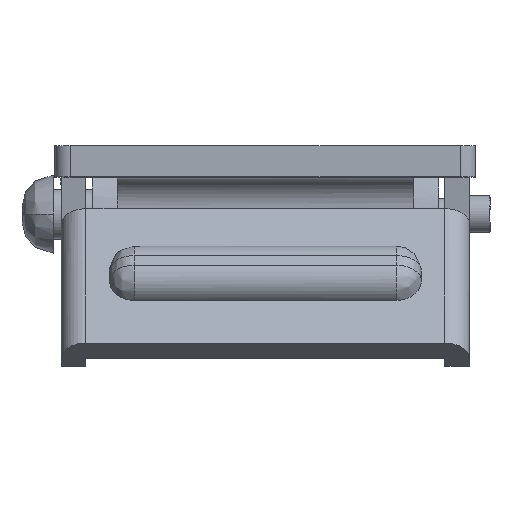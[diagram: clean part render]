
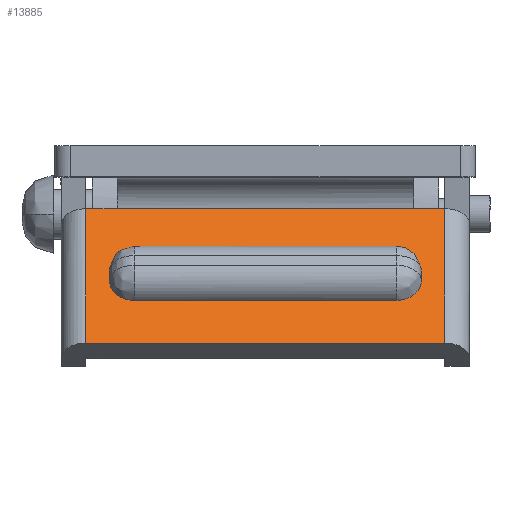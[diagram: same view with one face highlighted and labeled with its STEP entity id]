
A CAD part, top view. The second image highlights one B-rep face of the part: STEP entity #13885.
In plain terms, the highlighted free-form (B-spline) face has degree [1, 1] with [2, 2] control points.
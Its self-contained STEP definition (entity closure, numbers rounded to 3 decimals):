
#12771=CARTESIAN_POINT('',(-5.75,0.141,18.128));
#12772=VERTEX_POINT('',#12771);
#12793=CARTESIAN_POINT('',(-5.75,-4.173,21.54));
#12794=VERTEX_POINT('',#12793);
#12808=CARTESIAN_POINT('',(-5.75,0.141,18.128));
#12809=CARTESIAN_POINT('',(-5.75,-4.173,21.54));
#12810=QUASI_UNIFORM_CURVE('',1,(#12808,#12809),.UNSPECIFIED.,.F.,.U.);
#12811=EDGE_CURVE('',#12772,#12794,#12810,.T.);
#12830=CARTESIAN_POINT('',(5.75,0.141,18.128));
#12831=VERTEX_POINT('',#12830);
#12846=CARTESIAN_POINT('',(5.75,-4.173,21.54));
#12847=VERTEX_POINT('',#12846);
#12848=CARTESIAN_POINT('',(5.75,-4.173,21.54));
#12849=CARTESIAN_POINT('',(5.75,0.141,18.128));
#12850=QUASI_UNIFORM_CURVE('',1,(#12848,#12849),.UNSPECIFIED.,.F.,.U.);
#12851=EDGE_CURVE('',#12847,#12831,#12850,.T.);
#13290=CARTESIAN_POINT('',(4.2,-1.232,19.213));
#13291=VERTEX_POINT('',#13290);
#13305=CARTESIAN_POINT('',(5.0,-1.859,19.71));
#13306=VERTEX_POINT('',#13305);
#13320=CARTESIAN_POINT('',(4.2,-1.232,19.213));
#13321=CARTESIAN_POINT('',(4.292,-1.232,19.213));
#13322=CARTESIAN_POINT('',(4.436,-1.251,19.229));
#13323=CARTESIAN_POINT('',(4.62,-1.32,19.283));
#13324=CARTESIAN_POINT('',(4.782,-1.417,19.36));
#13325=CARTESIAN_POINT('',(4.905,-1.546,19.462));
#13326=CARTESIAN_POINT('',(4.983,-1.705,19.588));
#13327=CARTESIAN_POINT('',(5.,-1.803,19.665));
#13328=CARTESIAN_POINT('',(5.0,-1.859,19.71));
#13329=B_SPLINE_CURVE_WITH_KNOTS('',3,(#13320,#13321,#13322,#13323,#13324,#13325,#13326,#13327,#13328),.UNSPECIFIED.,.F.,.U.,(4,1,1,1,1,1,4),(0.,0.275,0.432,0.609,0.884,1.041,1.257),.UNSPECIFIED.);
#13330=EDGE_CURVE('',#13291,#13306,#13329,.T.);
#13359=CARTESIAN_POINT('',(5.0,-2.173,19.958));
#13360=VERTEX_POINT('',#13359);
#13374=CARTESIAN_POINT('',(4.2,-2.8,20.454));
#13375=VERTEX_POINT('',#13374);
#13389=CARTESIAN_POINT('',(5.0,-2.173,19.958));
#13390=CARTESIAN_POINT('',(5.,-2.224,19.998));
#13391=CARTESIAN_POINT('',(4.985,-2.317,20.072));
#13392=CARTESIAN_POINT('',(4.917,-2.467,20.191));
#13393=CARTESIAN_POINT('',(4.801,-2.6,20.296));
#13394=CARTESIAN_POINT('',(4.643,-2.702,20.376));
#13395=CARTESIAN_POINT('',(4.449,-2.778,20.437));
#13396=CARTESIAN_POINT('',(4.298,-2.8,20.454));
#13397=CARTESIAN_POINT('',(4.2,-2.8,20.454));
#13398=B_SPLINE_CURVE_WITH_KNOTS('',3,(#13389,#13390,#13391,#13392,#13393,#13394,#13395,#13396,#13397),.UNSPECIFIED.,.F.,.U.,(4,1,1,1,1,1,4),(0.,0.196,0.353,0.609,0.805,0.962,1.257),.UNSPECIFIED.);
#13399=EDGE_CURVE('',#13360,#13375,#13398,.T.);
#13428=CARTESIAN_POINT('',(-5.0,-1.859,19.71));
#13429=VERTEX_POINT('',#13428);
#13430=CARTESIAN_POINT('',(-4.2,-1.232,19.213));
#13431=VERTEX_POINT('',#13430);
#13432=CARTESIAN_POINT('',(-5.0,-1.859,19.71));
#13433=CARTESIAN_POINT('',(-5.,-1.797,19.661));
#13434=CARTESIAN_POINT('',(-4.981,-1.695,19.58));
#13435=CARTESIAN_POINT('',(-4.908,-1.557,19.47));
#13436=CARTESIAN_POINT('',(-4.807,-1.442,19.38));
#13437=CARTESIAN_POINT('',(-4.646,-1.327,19.289));
#13438=CARTESIAN_POINT('',(-4.436,-1.249,19.227));
#13439=CARTESIAN_POINT('',(-4.272,-1.232,19.213));
#13440=CARTESIAN_POINT('',(-4.2,-1.232,19.213));
#13441=B_SPLINE_CURVE_WITH_KNOTS('',3,(#13432,#13433,#13434,#13435,#13436,#13437,#13438,#13439,#13440),.UNSPECIFIED.,.F.,.U.,(4,1,1,1,1,1,4),(0.,0.236,0.393,0.569,0.766,1.041,1.257),.UNSPECIFIED.);
#13442=EDGE_CURVE('',#13429,#13431,#13441,.T.);
#13497=CARTESIAN_POINT('',(-4.2,-2.8,20.454));
#13498=VERTEX_POINT('',#13497);
#13499=CARTESIAN_POINT('',(-5.0,-2.173,19.958));
#13500=VERTEX_POINT('',#13499);
#13501=CARTESIAN_POINT('',(-4.2,-2.8,20.454));
#13502=CARTESIAN_POINT('',(-4.292,-2.8,20.454));
#13503=CARTESIAN_POINT('',(-4.436,-2.781,20.439));
#13504=CARTESIAN_POINT('',(-4.62,-2.712,20.385));
#13505=CARTESIAN_POINT('',(-4.751,-2.634,20.323));
#13506=CARTESIAN_POINT('',(-4.875,-2.521,20.233));
#13507=CARTESIAN_POINT('',(-4.974,-2.368,20.112));
#13508=CARTESIAN_POINT('',(-5.,-2.24,20.011));
#13509=CARTESIAN_POINT('',(-5.0,-2.173,19.958));
#13510=B_SPLINE_CURVE_WITH_KNOTS('',3,(#13501,#13502,#13503,#13504,#13505,#13506,#13507,#13508,#13509),.UNSPECIFIED.,.F.,.U.,(4,1,1,1,1,1,4),(0.,0.275,0.432,0.609,0.766,1.001,1.257),.UNSPECIFIED.);
#13511=EDGE_CURVE('',#13498,#13500,#13510,.T.);
#13556=CARTESIAN_POINT('',(4.2,-1.232,19.213));
#13557=CARTESIAN_POINT('',(-4.2,-1.232,19.213));
#13558=QUASI_UNIFORM_CURVE('',1,(#13556,#13557),.UNSPECIFIED.,.F.,.U.);
#13559=EDGE_CURVE('',#13291,#13431,#13558,.T.);
#13587=CARTESIAN_POINT('',(-5.0,-1.859,19.71));
#13588=CARTESIAN_POINT('',(-5.0,-2.173,19.958));
#13589=QUASI_UNIFORM_CURVE('',1,(#13587,#13588),.UNSPECIFIED.,.F.,.U.);
#13590=EDGE_CURVE('',#13429,#13500,#13589,.T.);
#13620=CARTESIAN_POINT('',(5.0,-1.859,19.71));
#13621=CARTESIAN_POINT('',(5.0,-2.173,19.958));
#13622=QUASI_UNIFORM_CURVE('',1,(#13620,#13621),.UNSPECIFIED.,.F.,.U.);
#13623=EDGE_CURVE('',#13306,#13360,#13622,.T.);
#13645=CARTESIAN_POINT('',(4.2,-2.8,20.454));
#13646=CARTESIAN_POINT('',(-4.2,-2.8,20.454));
#13647=QUASI_UNIFORM_CURVE('',1,(#13645,#13646),.UNSPECIFIED.,.F.,.U.);
#13648=EDGE_CURVE('',#13375,#13498,#13647,.T.);
#13856=CARTESIAN_POINT('',(-6.324,-4.388,21.71));
#13857=CARTESIAN_POINT('',(-6.324,0.356,17.957));
#13858=CARTESIAN_POINT('',(6.324,-4.388,21.71));
#13859=CARTESIAN_POINT('',(6.324,0.356,17.957));
#13860=B_SPLINE_SURFACE_WITH_KNOTS('',1,1,((#13856,#13858),(#13857,#13859)),.UNSPECIFIED.,.F.,.F.,.U.,(2,2),(2,2),(0.0,6.049),(0.0,12.649),.UNSPECIFIED.);
#13861=CARTESIAN_POINT('',(5.75,-4.173,21.54));
#13862=CARTESIAN_POINT('',(-5.75,-4.173,21.54));
#13863=QUASI_UNIFORM_CURVE('',1,(#13861,#13862),.UNSPECIFIED.,.F.,.U.);
#13864=EDGE_CURVE('',#12847,#12794,#13863,.T.);
#13865=ORIENTED_EDGE('',*,*,#13864,.F.);
#13866=ORIENTED_EDGE('',*,*,#12851,.T.);
#13867=CARTESIAN_POINT('',(5.75,0.141,18.128));
#13868=CARTESIAN_POINT('',(-5.75,0.141,18.128));
#13869=QUASI_UNIFORM_CURVE('',1,(#13867,#13868),.UNSPECIFIED.,.F.,.U.);
#13870=EDGE_CURVE('',#12831,#12772,#13869,.T.);
#13871=ORIENTED_EDGE('',*,*,#13870,.T.);
#13872=ORIENTED_EDGE('',*,*,#12811,.T.);
#13873=EDGE_LOOP('',(#13865,#13866,#13871,#13872));
#13874=FACE_OUTER_BOUND('',#13873,.T.);
#13875=ORIENTED_EDGE('',*,*,#13559,.F.);
#13876=ORIENTED_EDGE('',*,*,#13330,.T.);
#13877=ORIENTED_EDGE('',*,*,#13623,.T.);
#13878=ORIENTED_EDGE('',*,*,#13399,.T.);
#13879=ORIENTED_EDGE('',*,*,#13648,.T.);
#13880=ORIENTED_EDGE('',*,*,#13511,.T.);
#13881=ORIENTED_EDGE('',*,*,#13590,.F.);
#13882=ORIENTED_EDGE('',*,*,#13442,.T.);
#13883=EDGE_LOOP('',(#13875,#13876,#13877,#13878,#13879,#13880,#13881,#13882));
#13884=FACE_BOUND('',#13883,.T.);
#13885=ADVANCED_FACE('',(#13874,#13884),#13860,.F.);
